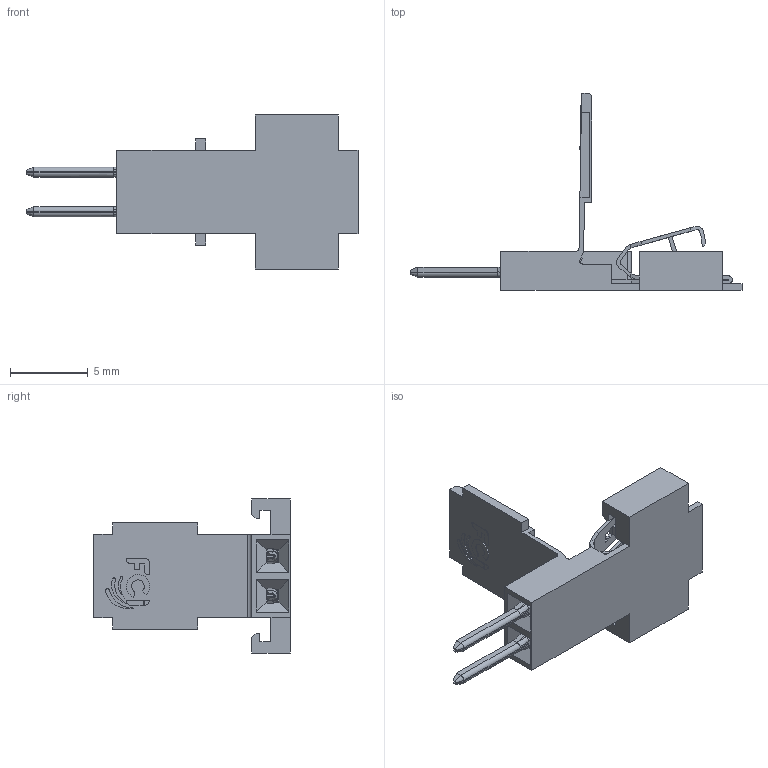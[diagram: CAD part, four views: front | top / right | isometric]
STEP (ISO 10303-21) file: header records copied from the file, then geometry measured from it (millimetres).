
FILE_DESCRIPTION((''),'2;1');
FILE_NAME('67485-002_NEW_OK','2021-10-07T',('XuanM'),('AFCI'),'CREO PARAMETRIC BY PTC INC, 2016130','CREO PARAMETRIC BY PTC INC, 2016130','');
FILE_SCHEMA(('AUTOMOTIVE_DESIGN { 1 0 10303 214 1 1 1 1 }'));
Length unit declared in the file: millimetre
Products named in the file (1): 67485-002_NEW_OK
Bounding box: 21.32 x 12.64 x 9.89 mm (x, y, z)
Volume: 198.9 mm3; surface area: 708 mm2
Topology: 1 solids, 1 shells, 508 faces, 1433 edges, 944 vertices
Faces by surface type: plane 387, cylinder 65, bspline 44, extrusion 8, cone 4
Entity records: 23327 total; most frequent: CARTESIAN_POINT 5729, ORIENTED_EDGE 2866, DIRECTION 2389, PRESENTATION_STYLE_ASSIGNMENT 1434, STYLED_ITEM 1434, CURVE_STYLE 1433, EDGE_CURVE 1433, VECTOR 1185
